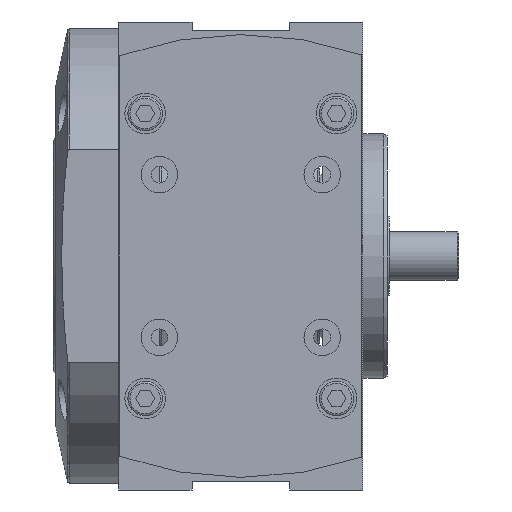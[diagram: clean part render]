
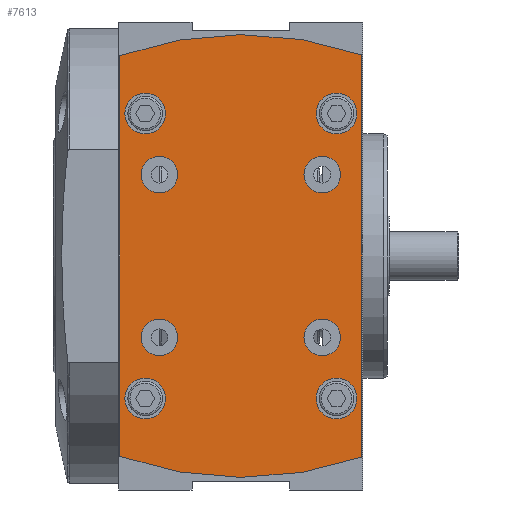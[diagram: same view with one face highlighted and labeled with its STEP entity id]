
A CAD part, left-side view. The second image highlights one B-rep face of the part: STEP entity #7613.
In plain terms, the highlighted planar face has unit normal (-1, 0, 0).
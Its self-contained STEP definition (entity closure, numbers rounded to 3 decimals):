
#123=PLANE('',#8409);
#550=LINE('',#12506,#976);
#553=LINE('',#12514,#979);
#976=VECTOR('',#9931,1000.);
#979=VECTOR('',#9940,1000.);
#1876=ORIENTED_EDGE('',*,*,#3548,.T.);
#1877=ORIENTED_EDGE('',*,*,#3549,.T.);
#1878=ORIENTED_EDGE('',*,*,#3550,.T.);
#1879=ORIENTED_EDGE('',*,*,#3551,.T.);
#1880=ORIENTED_EDGE('',*,*,#3552,.T.);
#1881=ORIENTED_EDGE('',*,*,#3553,.T.);
#1882=ORIENTED_EDGE('',*,*,#3554,.T.);
#1883=ORIENTED_EDGE('',*,*,#3555,.T.);
#1884=ORIENTED_EDGE('',*,*,#3541,.F.);
#1885=ORIENTED_EDGE('',*,*,#3547,.F.);
#1886=ORIENTED_EDGE('',*,*,#3545,.F.);
#1887=ORIENTED_EDGE('',*,*,#3543,.F.);
#3541=EDGE_CURVE('',#4434,#4435,#550,.T.);
#3543=EDGE_CURVE('',#4435,#4436,#5035,.T.);
#3545=EDGE_CURVE('',#4436,#4437,#553,.T.);
#3547=EDGE_CURVE('',#4437,#4434,#5036,.T.);
#3548=EDGE_CURVE('',#4438,#4438,#5037,.T.);
#3549=EDGE_CURVE('',#4439,#4439,#5038,.T.);
#3550=EDGE_CURVE('',#4440,#4440,#5039,.T.);
#3551=EDGE_CURVE('',#4441,#4441,#5040,.T.);
#3552=EDGE_CURVE('',#4442,#4442,#5041,.T.);
#3553=EDGE_CURVE('',#4443,#4443,#5042,.T.);
#3554=EDGE_CURVE('',#4444,#4444,#5043,.T.);
#3555=EDGE_CURVE('',#4445,#4445,#5044,.T.);
#4434=VERTEX_POINT('',#12505);
#4435=VERTEX_POINT('',#12507);
#4436=VERTEX_POINT('',#12511);
#4437=VERTEX_POINT('',#12515);
#4438=VERTEX_POINT('',#12521);
#4439=VERTEX_POINT('',#12523);
#4440=VERTEX_POINT('',#12525);
#4441=VERTEX_POINT('',#12527);
#4442=VERTEX_POINT('',#12529);
#4443=VERTEX_POINT('',#12531);
#4444=VERTEX_POINT('',#12533);
#4445=VERTEX_POINT('',#12535);
#5035=CIRCLE('',#8405,89.7);
#5036=CIRCLE('',#8408,89.7);
#5037=CIRCLE('',#8410,4.5);
#5038=CIRCLE('',#8411,4.5);
#5039=CIRCLE('',#8412,4.5);
#5040=CIRCLE('',#8413,4.5);
#5041=CIRCLE('',#8414,5.);
#5042=CIRCLE('',#8415,5.);
#5043=CIRCLE('',#8416,5.);
#5044=CIRCLE('',#8417,5.);
#5627=EDGE_LOOP('',(#1876));
#5628=EDGE_LOOP('',(#1877));
#5629=EDGE_LOOP('',(#1878));
#5630=EDGE_LOOP('',(#1879));
#5631=EDGE_LOOP('',(#1880));
#5632=EDGE_LOOP('',(#1881));
#5633=EDGE_LOOP('',(#1882));
#5634=EDGE_LOOP('',(#1883));
#5635=EDGE_LOOP('',(#1884,#1885,#1886,#1887));
#6617=FACE_BOUND('',#5627,.T.);
#6618=FACE_BOUND('',#5628,.T.);
#6619=FACE_BOUND('',#5629,.T.);
#6620=FACE_BOUND('',#5630,.T.);
#6621=FACE_BOUND('',#5631,.T.);
#6622=FACE_BOUND('',#5632,.T.);
#6623=FACE_BOUND('',#5633,.T.);
#6624=FACE_BOUND('',#5634,.T.);
#6625=FACE_BOUND('',#5635,.T.);
#7613=ADVANCED_FACE('',(#6617,#6618,#6619,#6620,#6621,#6622,#6623,#6624,
#6625),#123,.F.);
#8405=AXIS2_PLACEMENT_3D('',#12510,#9935,#9936);
#8408=AXIS2_PLACEMENT_3D('',#12518,#9944,#9945);
#8409=AXIS2_PLACEMENT_3D('',#12519,#9946,#9947);
#8410=AXIS2_PLACEMENT_3D('',#12520,#9948,#9949);
#8411=AXIS2_PLACEMENT_3D('',#12522,#9950,#9951);
#8412=AXIS2_PLACEMENT_3D('',#12524,#9952,#9953);
#8413=AXIS2_PLACEMENT_3D('',#12526,#9954,#9955);
#8414=AXIS2_PLACEMENT_3D('',#12528,#9956,#9957);
#8415=AXIS2_PLACEMENT_3D('',#12530,#9958,#9959);
#8416=AXIS2_PLACEMENT_3D('',#12532,#9960,#9961);
#8417=AXIS2_PLACEMENT_3D('',#12534,#9962,#9963);
#9931=DIRECTION('',(0.,0.,1.));
#9935=DIRECTION('',(1.,0.,0.));
#9936=DIRECTION('',(0.,0.,-1.));
#9940=DIRECTION('',(0.,0.,-1.));
#9944=DIRECTION('',(1.,0.,0.));
#9945=DIRECTION('',(0.,0.,-1.));
#9946=DIRECTION('',(1.,0.,0.));
#9947=DIRECTION('',(0.,0.,-1.));
#9948=DIRECTION('',(1.,0.,0.));
#9949=DIRECTION('',(0.,0.,-1.));
#9950=DIRECTION('',(1.,0.,0.));
#9951=DIRECTION('',(0.,0.,-1.));
#9952=DIRECTION('',(1.,0.,0.));
#9953=DIRECTION('',(0.,0.,-1.));
#9954=DIRECTION('',(1.,0.,0.));
#9955=DIRECTION('',(0.,0.,-1.));
#9956=DIRECTION('',(1.,0.,0.));
#9957=DIRECTION('',(0.,0.,-1.));
#9958=DIRECTION('',(1.,0.,0.));
#9959=DIRECTION('',(0.,0.,-1.));
#9960=DIRECTION('',(1.,0.,0.));
#9961=DIRECTION('',(0.,0.,-1.));
#9962=DIRECTION('',(1.,0.,0.));
#9963=DIRECTION('',(0.,0.,-1.));
#12505=CARTESIAN_POINT('',(-63.,59.75,-49.235));
#12506=CARTESIAN_POINT('',(-63.,59.75,-49.235));
#12507=CARTESIAN_POINT('',(-63.,59.75,49.235));
#12510=CARTESIAN_POINT('',(-63.,29.75,-35.3));
#12511=CARTESIAN_POINT('',(-63.,0.25,49.41));
#12514=CARTESIAN_POINT('',(-63.,0.25,49.41));
#12515=CARTESIAN_POINT('',(-63.,0.25,-49.41));
#12518=CARTESIAN_POINT('',(-63.,29.75,35.3));
#12519=CARTESIAN_POINT('',(-63.,29.75,-35.3));
#12520=CARTESIAN_POINT('',(-63.,10.,-20.));
#12521=CARTESIAN_POINT('',(-63.,10.,-24.5));
#12522=CARTESIAN_POINT('',(-63.,50.,20.));
#12523=CARTESIAN_POINT('',(-63.,50.,15.5));
#12524=CARTESIAN_POINT('',(-63.,10.,20.));
#12525=CARTESIAN_POINT('',(-63.,10.,15.5));
#12526=CARTESIAN_POINT('',(-63.,50.,-20.));
#12527=CARTESIAN_POINT('',(-63.,50.,-24.5));
#12528=CARTESIAN_POINT('',(-63.,53.5,35.));
#12529=CARTESIAN_POINT('',(-63.,53.5,30.));
#12530=CARTESIAN_POINT('',(-63.,6.5,35.));
#12531=CARTESIAN_POINT('',(-63.,6.5,30.));
#12532=CARTESIAN_POINT('',(-63.,6.5,-35.));
#12533=CARTESIAN_POINT('',(-63.,6.5,-40.));
#12534=CARTESIAN_POINT('',(-63.,53.5,-35.));
#12535=CARTESIAN_POINT('',(-63.,53.5,-40.));
